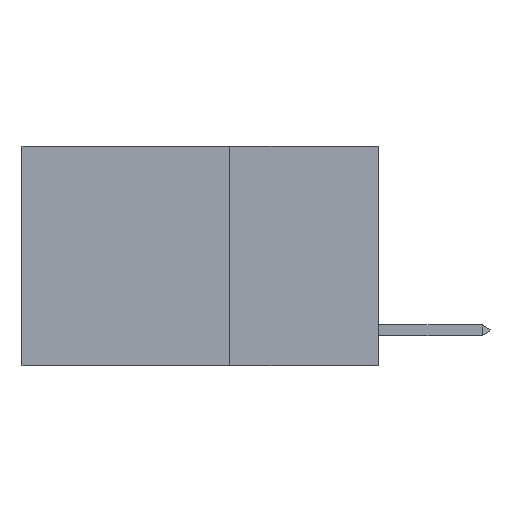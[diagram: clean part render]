
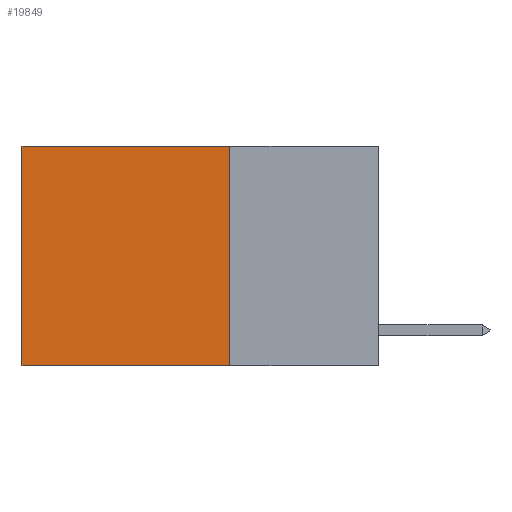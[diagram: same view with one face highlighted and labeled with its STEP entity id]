
A CAD part, left-side view. The second image highlights one B-rep face of the part: STEP entity #19849.
In plain terms, the highlighted planar face has unit normal (-1, 0, 0).
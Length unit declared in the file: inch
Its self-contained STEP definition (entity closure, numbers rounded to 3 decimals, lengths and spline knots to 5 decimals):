
#162 = CARTESIAN_POINT ( 'NONE',  ( 0.2625, 0.6, 0. ) ) ;
#735 = VECTOR ( 'NONE', #7850, 39.37008 ) ;
#2529 = EDGE_LOOP ( 'NONE', ( #5416, #14911, #5796, #10440 ) ) ;
#4596 = CARTESIAN_POINT ( 'NONE',  ( 0.2625, 0.25, -0.37 ) ) ;
#4777 = CARTESIAN_POINT ( 'NONE',  ( 0.2625, 0.25, 0. ) ) ;
#5079 = VERTEX_POINT ( 'NONE', #19062 ) ;
#5312 = DIRECTION ( 'NONE',  ( 0., 0., -1. ) ) ;
#5416 = ORIENTED_EDGE ( 'NONE', *, *, #8742, .T. ) ;
#5796 = ORIENTED_EDGE ( 'NONE', *, *, #9338, .F. ) ;
#6402 = DIRECTION ( 'NONE',  ( 0., 1., 0. ) ) ;
#6671 = DIRECTION ( 'NONE',  ( 0., 0., -1. ) ) ;
#6878 = CARTESIAN_POINT ( 'NONE',  ( 0.2625, 0.25, 0. ) ) ;
#7291 = EDGE_CURVE ( 'NONE', #8426, #17435, #18087, .T. ) ;
#7850 = DIRECTION ( 'NONE',  ( 0., 1., 0. ) ) ;
#7925 = PLANE ( 'NONE',  #8145 ) ;
#7978 = VECTOR ( 'NONE', #6671, 39.37008 ) ;
#8145 = AXIS2_PLACEMENT_3D ( 'NONE', #20616, #19120, #9548 ) ;
#8426 = VERTEX_POINT ( 'NONE', #15307 ) ;
#8475 = CARTESIAN_POINT ( 'NONE',  ( 0.2625, 0.6, -0.37 ) ) ;
#8661 = EDGE_CURVE ( 'NONE', #5079, #10864, #15237, .T. ) ;
#8742 = EDGE_CURVE ( 'NONE', #10864, #17435, #12712, .T. ) ;
#9338 = EDGE_CURVE ( 'NONE', #5079, #8426, #10450, .T. ) ;
#9548 = DIRECTION ( 'NONE',  ( 0., 0., -1. ) ) ;
#10440 = ORIENTED_EDGE ( 'NONE', *, *, #8661, .T. ) ;
#10450 = LINE ( 'NONE', #6878, #18981 ) ;
#10864 = VERTEX_POINT ( 'NONE', #162 ) ;
#12712 = LINE ( 'NONE', #13053, #7978 ) ;
#13053 = CARTESIAN_POINT ( 'NONE',  ( 0.2625, 0.6, 0. ) ) ;
#14733 = VECTOR ( 'NONE', #6402, 39.37008 ) ;
#14911 = ORIENTED_EDGE ( 'NONE', *, *, #7291, .F. ) ;
#15237 = LINE ( 'NONE', #4777, #14733 ) ;
#15307 = CARTESIAN_POINT ( 'NONE',  ( 0.2625, 0.25, -0.37 ) ) ;
#16792 = FACE_OUTER_BOUND ( 'NONE', #2529, .T. ) ;
#17435 = VERTEX_POINT ( 'NONE', #8475 ) ;
#18087 = LINE ( 'NONE', #4596, #735 ) ;
#18981 = VECTOR ( 'NONE', #5312, 39.37008 ) ;
#19062 = CARTESIAN_POINT ( 'NONE',  ( 0.2625, 0.25, 0. ) ) ;
#19120 = DIRECTION ( 'NONE',  ( 1., 0., 0. ) ) ;
#19849 = ADVANCED_FACE ( 'NONE', ( #16792 ), #7925, .F. ) ;
#20616 = CARTESIAN_POINT ( 'NONE',  ( 0.2625, 0.25, 0. ) ) ;
